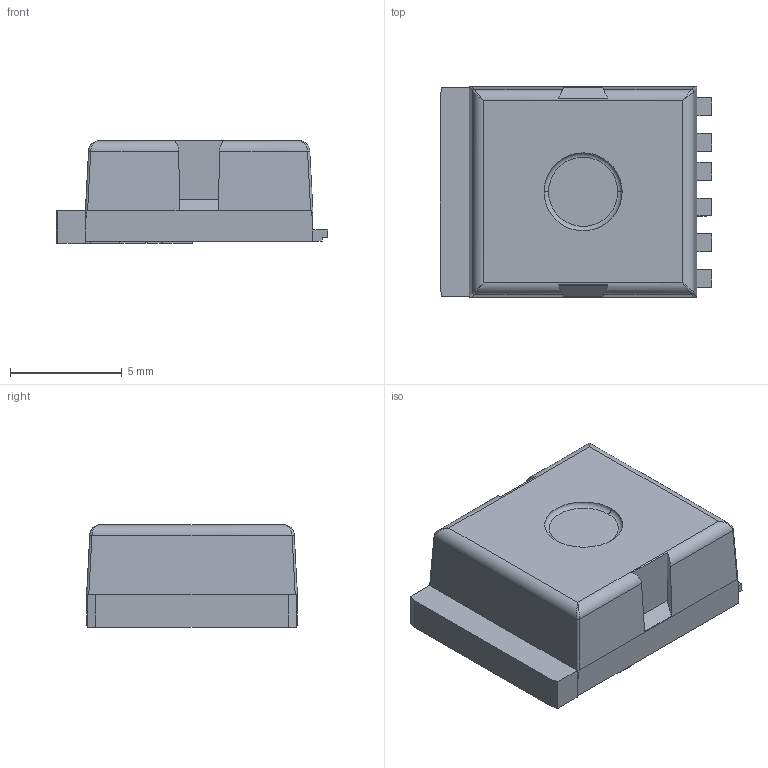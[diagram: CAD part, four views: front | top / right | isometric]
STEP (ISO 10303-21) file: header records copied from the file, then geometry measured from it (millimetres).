
FILE_DESCRIPTION (( 'STEP AP214' ), '1' );
FILE_NAME ('IMBG65R048M1HXTMA1.STEP', '2022-12-08T12:04:50', ( '' ), ( '' ), 'SwSTEP 2.0', 'SolidWorks 2022', '' );
FILE_SCHEMA (( 'AUTOMOTIVE_DESIGN' ));
Length unit declared in the file: millimetre
Products named in the file (1): IMBG65R048M1HXTMA1
Bounding box: 12.16 x 9.45 x 4.6 mm (x, y, z)
Volume: 438.4 mm3; surface area: 403.8 mm2
Topology: 1 solids, 1 shells, 110 faces, 307 edges, 196 vertices
Faces by surface type: plane 96, cylinder 8, bspline 4, torus 2
Entity records: 4181 total; most frequent: CARTESIAN_POINT 750, ORIENTED_EDGE 606, DIRECTION 503, EDGE_CURVE 303, VECTOR 269, LINE 269, VERTEX_POINT 196, AXIS2_PLACEMENT_3D 117
